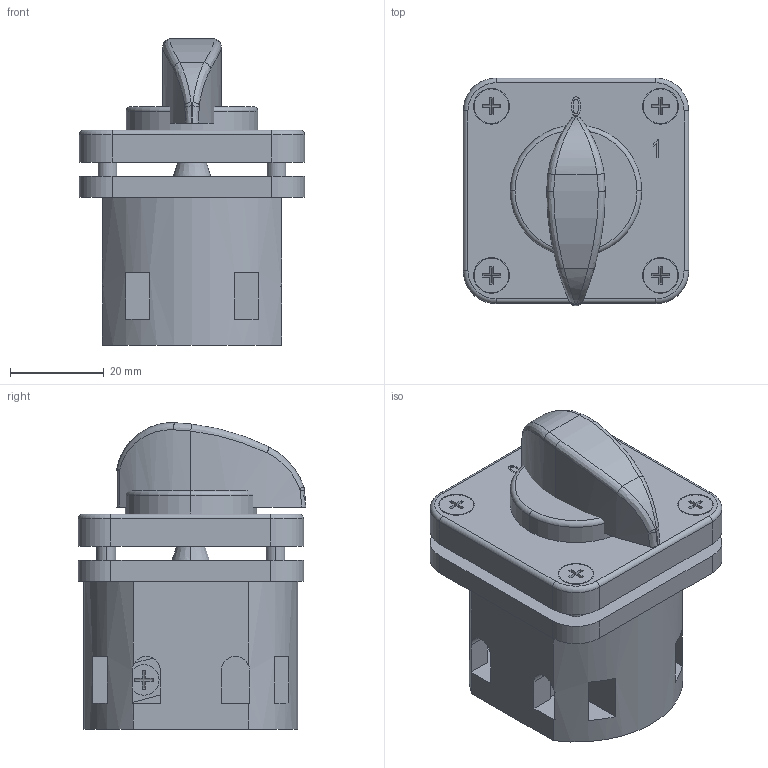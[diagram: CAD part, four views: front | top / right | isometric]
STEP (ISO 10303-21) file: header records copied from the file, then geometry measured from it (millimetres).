
FILE_DESCRIPTION (( 'STEP AP214' ), '1' );
FILE_NAME ('BCS11-025-1 Ïåðåêëþ÷àòåëü êóëà÷êîâûé ÏÊÏ25-11_Î 25À 0-1 1Ð_400Â.STEP', '2017-12-13T12:01:49', ( '' ), ( '' ), 'SwSTEP 2.0', 'SolidWorks 2014', '' );
FILE_SCHEMA (( 'AUTOMOTIVE_DESIGN' ));
Length unit declared in the file: millimetre
Products named in the file (1): BCS11-025-1 Ïåðåêëþ÷àòåëü êóëà÷êîâûé ÏÊÏ25-11_Î 25À  0-1  1Ð_400Â
Bounding box: 48 x 48.5 x 65.25 mm (x, y, z)
Volume: 78410.8 mm3; surface area: 20460.8 mm2
Topology: 6 solids, 6 shells, 258 faces, 626 edges, 398 vertices
Faces by surface type: plane 158, cylinder 67, bspline 24, torus 6, cone 2, sphere 1
Entity records: 8725 total; most frequent: CARTESIAN_POINT 2638, ORIENTED_EDGE 1248, DIRECTION 1200, EDGE_CURVE 624, VECTOR 410, LINE 410, VERTEX_POINT 397, AXIS2_PLACEMENT_3D 395
